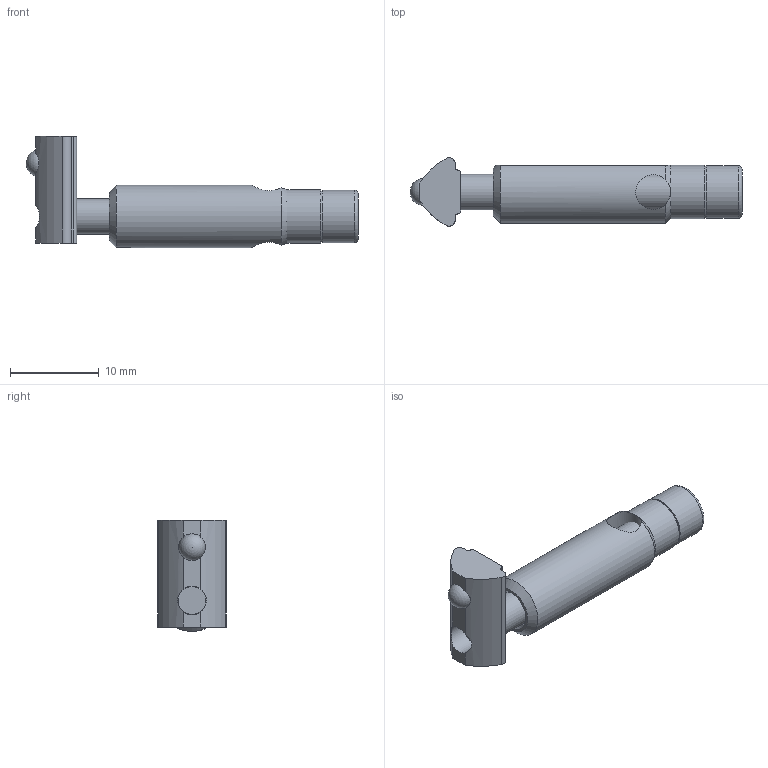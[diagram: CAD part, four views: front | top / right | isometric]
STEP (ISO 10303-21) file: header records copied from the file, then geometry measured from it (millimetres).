
FILE_DESCRIPTION(/* description */ ('STEP AP214'),/* implementation_level */ '2;1');
FILE_NAME(/* name */ '1025157.stp',/* time_stamp */ '2024-05-06T14:55:58+02:00',/* author */ ('b.steehouwer'),/* organization */ ('CADENAS'),/* preprocessor_version */ 'ST-DEVELOPER v18.1',/* originating_system */ 'Autodesk Inventor 2021',/* authorisation */ ' ');
FILE_SCHEMA (('AUTOMOTIVE_DESIGN { 1 0 10303 214 3 1 1 }'));
Length unit declared in the file: millimetre
Products named in the file (4): 1025157; 1025157-1; 1025157-2; 1025157-3
Assembly tree (3 placements, depth 2):
  1025157
    1025157-1
    1025157-2
    1025157-3
Bounding box: 37.38 x 7.7 x 12.5 mm (x, y, z)
Volume: 1312.9 mm3; surface area: 1666.7 mm2
Topology: 3 solids, 3 shells, 74 faces, 188 edges, 117 vertices
Faces by surface type: plane 45, cylinder 18, cone 8, torus 2, sphere 1
Full cylindrical faces by diameter (mm): 3 x1, 3.242 x3, 3.9 x1, 4 x1, 4.1 x1, 5.9 x1, 6 x1
Entity records: 2586 total; most frequent: CARTESIAN_POINT 628, DIRECTION 395, ORIENTED_EDGE 372, EDGE_CURVE 186, AXIS2_PLACEMENT_3D 152, VERTEX_POINT 117, LINE 91, VECTOR 91
